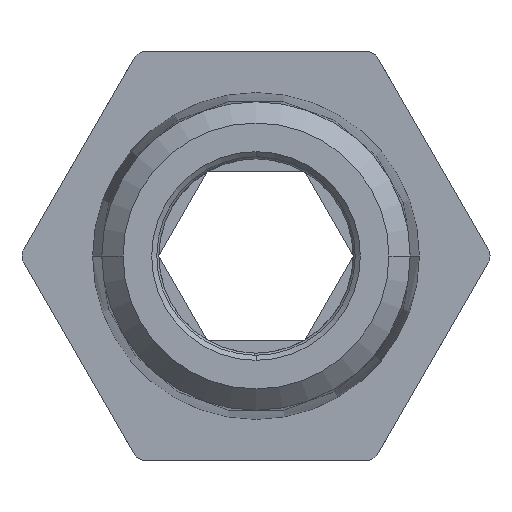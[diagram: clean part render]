
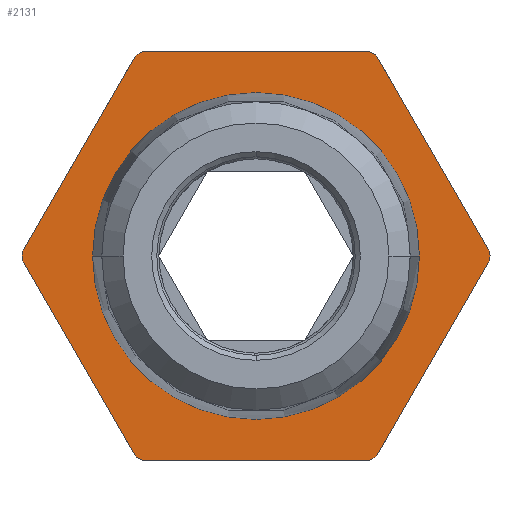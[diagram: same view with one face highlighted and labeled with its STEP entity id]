
A CAD part, front view. The second image highlights one B-rep face of the part: STEP entity #2131.
In plain terms, the highlighted planar face has unit normal (0, -1, 0).
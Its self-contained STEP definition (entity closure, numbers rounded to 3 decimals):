
#2131=ADVANCED_FACE('',(#4424,#4425),#4426,.F.);
#4424=FACE_OUTER_BOUND('',#9683,.T.);
#4425=FACE_BOUND('',#9684,.T.);
#4426=PLANE('',#9685);
#9683=EDGE_LOOP('',(#16174,#16175,#16176,#16177,#16178,#16179,#16180,#16181,#16182,#16183,#16184,#16185));
#9684=EDGE_LOOP('',(#16186,#16187));
#9685=AXIS2_PLACEMENT_3D('',#16188,#16189,#16190);
#16174=ORIENTED_EDGE('',*,*,#20092,.T.);
#16175=ORIENTED_EDGE('',*,*,#19434,.F.);
#16176=ORIENTED_EDGE('',*,*,#18322,.T.);
#16177=ORIENTED_EDGE('',*,*,#20222,.F.);
#16178=ORIENTED_EDGE('',*,*,#19982,.T.);
#16179=ORIENTED_EDGE('',*,*,#19523,.F.);
#16180=ORIENTED_EDGE('',*,*,#20223,.T.);
#16181=ORIENTED_EDGE('',*,*,#20224,.F.);
#16182=ORIENTED_EDGE('',*,*,#18362,.T.);
#16183=ORIENTED_EDGE('',*,*,#18670,.F.);
#16184=ORIENTED_EDGE('',*,*,#18552,.T.);
#16185=ORIENTED_EDGE('',*,*,#19962,.F.);
#16186=ORIENTED_EDGE('',*,*,#20102,.F.);
#16187=ORIENTED_EDGE('',*,*,#18409,.F.);
#16188=CARTESIAN_POINT('',(0.0,0.0,0.0));
#16189=DIRECTION('',(0.0,1.0,0.0));
#16190=DIRECTION('',(1.0,0.0,-0.0));
#18322=EDGE_CURVE('',#21656,#21660,#21662,.T.);
#18362=EDGE_CURVE('',#21719,#21723,#21725,.T.);
#18409=EDGE_CURVE('',#21797,#21799,#21800,.T.);
#18552=EDGE_CURVE('',#22031,#22029,#22032,.T.);
#18670=EDGE_CURVE('',#22031,#21723,#22226,.T.);
#19434=EDGE_CURVE('',#21656,#23360,#23362,.T.);
#19523=EDGE_CURVE('',#23492,#23486,#23494,.T.);
#19962=EDGE_CURVE('',#24049,#22029,#24051,.T.);
#19982=EDGE_CURVE('',#24074,#23486,#24075,.T.);
#20092=EDGE_CURVE('',#24049,#23360,#24197,.T.);
#20102=EDGE_CURVE('',#21799,#21797,#24207,.T.);
#20222=EDGE_CURVE('',#24074,#21660,#24343,.T.);
#20223=EDGE_CURVE('',#23492,#24344,#24345,.T.);
#20224=EDGE_CURVE('',#21719,#24344,#24346,.T.);
#21656=VERTEX_POINT('',#27075);
#21660=VERTEX_POINT('',#27107);
#21662=CIRCLE('',#27110,0.5);
#21719=VERTEX_POINT('',#27200);
#21723=VERTEX_POINT('',#27232);
#21725=CIRCLE('',#27235,0.5);
#21797=VERTEX_POINT('',#27335);
#21799=VERTEX_POINT('',#27338);
#21800=CIRCLE('',#27339,6.799);
#22029=VERTEX_POINT('',#27752);
#22031=VERTEX_POINT('',#27755);
#22032=CIRCLE('',#27756,0.5);
#22226=LINE('',#28136,#28137);
#23360=VERTEX_POINT('',#30570);
#23362=LINE('',#30573,#30574);
#23486=VERTEX_POINT('',#30810);
#23492=VERTEX_POINT('',#30871);
#23494=LINE('',#30874,#30875);
#24049=VERTEX_POINT('',#32085);
#24051=LINE('',#32088,#32089);
#24074=VERTEX_POINT('',#32146);
#24075=CIRCLE('',#32147,0.5);
#24197=CIRCLE('',#32432,0.5);
#24207=CIRCLE('',#32444,6.799);
#24343=LINE('',#32653,#32654);
#24344=VERTEX_POINT('',#32655);
#24345=CIRCLE('',#32656,0.5);
#24346=LINE('',#32657,#32658);
#27075=CARTESIAN_POINT('',(-4.619,0.0,8.5));
#27107=CARTESIAN_POINT('',(-5.052,0.0,8.25));
#27110=AXIS2_PLACEMENT_3D('',#33875,#33876,#33877);
#27200=CARTESIAN_POINT('',(4.619,0.0,-8.5));
#27232=CARTESIAN_POINT('',(5.052,0.0,-8.25));
#27235=AXIS2_PLACEMENT_3D('',#33916,#33917,#33918);
#27335=CARTESIAN_POINT('',(6.799,0.,0.));
#27338=CARTESIAN_POINT('',(-6.799,0.,0.0));
#27339=AXIS2_PLACEMENT_3D('',#33981,#33982,#33983);
#27752=CARTESIAN_POINT('',(9.671,0.0,0.25));
#27755=CARTESIAN_POINT('',(9.671,0.0,-0.25));
#27756=AXIS2_PLACEMENT_3D('',#34140,#34141,#34142);
#28136=CARTESIAN_POINT('',(9.671,0.0,-0.25));
#28137=VECTOR('',#34260,9.238);
#30570=CARTESIAN_POINT('',(4.619,0.0,8.5));
#30573=CARTESIAN_POINT('',(-4.619,0.0,8.5));
#30574=VECTOR('',#35123,9.238);
#30810=CARTESIAN_POINT('',(-9.671,0.0,-0.25));
#30871=CARTESIAN_POINT('',(-5.052,0.0,-8.25));
#30874=CARTESIAN_POINT('',(-5.052,0.0,-8.25));
#30875=VECTOR('',#35206,9.238);
#32085=CARTESIAN_POINT('',(5.052,0.0,8.25));
#32088=CARTESIAN_POINT('',(5.052,0.0,8.25));
#32089=VECTOR('',#35623,9.238);
#32146=CARTESIAN_POINT('',(-9.671,0.0,0.25));
#32147=AXIS2_PLACEMENT_3D('',#35646,#35647,#35648);
#32432=AXIS2_PLACEMENT_3D('',#35753,#35754,#35755);
#32444=AXIS2_PLACEMENT_3D('',#35764,#35765,#35766);
#32653=CARTESIAN_POINT('',(-9.671,0.0,0.25));
#32654=VECTOR('',#35890,9.238);
#32655=CARTESIAN_POINT('',(-4.619,0.0,-8.5));
#32656=AXIS2_PLACEMENT_3D('',#35891,#35892,#35893);
#32657=CARTESIAN_POINT('',(4.619,0.0,-8.5));
#32658=VECTOR('',#35894,9.238);
#33875=CARTESIAN_POINT('',(-4.619,0.0,8.0));
#33876=DIRECTION('',(0.0,-1.0,0.0));
#33877=DIRECTION('',(0.0,0.0,1.0));
#33916=CARTESIAN_POINT('',(4.619,0.0,-8.0));
#33917=DIRECTION('',(0.0,-1.0,0.0));
#33918=DIRECTION('',(0.0,0.0,-1.0));
#33981=CARTESIAN_POINT('',(0.0,0.,0.0));
#33982=DIRECTION('',(0.0,-1.0,0.0));
#33983=DIRECTION('',(1.0,0.0,0.0));
#34140=CARTESIAN_POINT('',(9.238,0.0,0.0));
#34141=DIRECTION('',(0.0,-1.0,0.0));
#34142=DIRECTION('',(0.866,0.0,-0.5));
#34260=DIRECTION('',(-0.5,0.0,-0.866));
#35123=DIRECTION('',(1.0,0.0,0.0));
#35206=DIRECTION('',(-0.5,0.0,0.866));
#35623=DIRECTION('',(0.5,0.0,-0.866));
#35646=CARTESIAN_POINT('',(-9.238,0.0,0.0));
#35647=DIRECTION('',(0.0,-1.0,0.0));
#35648=DIRECTION('',(-0.866,0.0,0.5));
#35753=CARTESIAN_POINT('',(4.619,0.0,8.0));
#35754=DIRECTION('',(0.0,-1.0,0.0));
#35755=DIRECTION('',(0.866,0.0,0.5));
#35764=CARTESIAN_POINT('',(0.0,0.,0.0));
#35765=DIRECTION('',(0.0,-1.0,0.0));
#35766=DIRECTION('',(1.0,0.0,0.0));
#35890=DIRECTION('',(0.5,0.0,0.866));
#35891=CARTESIAN_POINT('',(-4.619,0.0,-8.0));
#35892=DIRECTION('',(0.0,-1.0,-0.0));
#35893=DIRECTION('',(-0.866,0.0,-0.5));
#35894=DIRECTION('',(-1.0,0.0,0.0));
